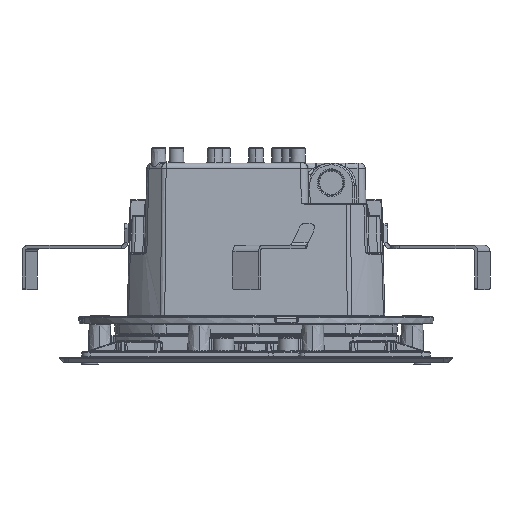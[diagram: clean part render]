
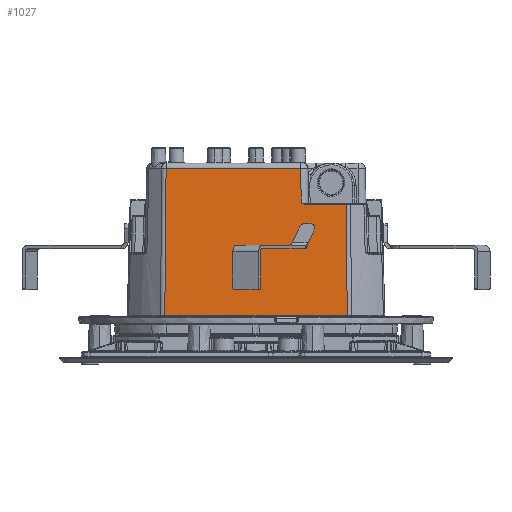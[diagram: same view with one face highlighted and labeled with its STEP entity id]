
A CAD part, front view. The second image highlights one B-rep face of the part: STEP entity #1027.
In plain terms, the highlighted planar face has unit normal (0, -1, 0.026).
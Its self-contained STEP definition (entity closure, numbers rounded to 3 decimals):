
#1027=ADVANCED_FACE('',(#4008),#43384,.T.);
#4008=FACE_OUTER_BOUND('',#6979,.T.);
#6979=EDGE_LOOP('',(#13163,#13164,#13165,#13166,#13167,#13168,#13169));
#13163=ORIENTED_EDGE('',*,*,#25063,.T.);
#13164=ORIENTED_EDGE('',*,*,#24710,.T.);
#13165=ORIENTED_EDGE('',*,*,#25070,.T.);
#13166=ORIENTED_EDGE('',*,*,#23447,.T.);
#13167=ORIENTED_EDGE('',*,*,#23443,.T.);
#13168=ORIENTED_EDGE('',*,*,#25064,.T.);
#13169=ORIENTED_EDGE('',*,*,#25043,.T.);
#23443=EDGE_CURVE('',#37127,#37128,#30044,.T.);
#23447=EDGE_CURVE('',#37130,#37127,#34646,.T.);
#24710=EDGE_CURVE('',#37873,#37871,#35053,.T.);
#25043=EDGE_CURVE('',#38059,#38060,#35144,.T.);
#25063=EDGE_CURVE('',#38060,#37873,#35148,.T.);
#25064=EDGE_CURVE('',#37128,#38059,#35149,.T.);
#25070=EDGE_CURVE('',#37871,#37130,#31162,.T.);
#30044=(
BOUNDED_CURVE()
B_SPLINE_CURVE(3,(#68726,#68727,#68728,#68729),.UNSPECIFIED.,.F.,.F.)
B_SPLINE_CURVE_WITH_KNOTS((4,4),(0.,1.),.UNSPECIFIED.)
CURVE()
GEOMETRIC_REPRESENTATION_ITEM()
RATIONAL_B_SPLINE_CURVE((1.,1.,1.,1.))
REPRESENTATION_ITEM('')
);
#31162=(
BOUNDED_CURVE()
B_SPLINE_CURVE(3,(#74182,#74183,#74184,#74185),.UNSPECIFIED.,.F.,.F.)
B_SPLINE_CURVE_WITH_KNOTS((4,4),(0.,1.),.UNSPECIFIED.)
CURVE()
GEOMETRIC_REPRESENTATION_ITEM()
RATIONAL_B_SPLINE_CURVE((1.,1.,1.,1.))
REPRESENTATION_ITEM('')
);
#34646=B_SPLINE_CURVE_WITH_KNOTS('',1,(#68739,#68740),.UNSPECIFIED.,.F.,
 .F.,(2,2),(0.,22.443),.UNSPECIFIED.);
#35053=B_SPLINE_CURVE_WITH_KNOTS('',1,(#72914,#72915),.UNSPECIFIED.,.F.,
 .F.,(2,2),(0.,102.056),.UNSPECIFIED.);
#35144=B_SPLINE_CURVE_WITH_KNOTS('',1,(#74093,#74094),.UNSPECIFIED.,.F.,
 .F.,(2,2),(0.,75.376),.UNSPECIFIED.);
#35148=B_SPLINE_CURVE_WITH_KNOTS('',3,(#74164,#74165,#74166,#74167),
 .UNSPECIFIED.,.F.,.F.,(4,4),(0.,1.),.UNSPECIFIED.);
#35149=B_SPLINE_CURVE_WITH_KNOTS('',1,(#74168,#74169),.UNSPECIFIED.,.F.,
 .F.,(2,2),(0.,19.521),.UNSPECIFIED.);
#37127=VERTEX_POINT('',#66903);
#37128=VERTEX_POINT('',#66904);
#37130=VERTEX_POINT('',#66906);
#37871=VERTEX_POINT('',#67647);
#37873=VERTEX_POINT('',#67649);
#38059=VERTEX_POINT('',#67835);
#38060=VERTEX_POINT('',#67836);
#43384=PLANE('',#43910);
#43910=AXIS2_PLACEMENT_3D('',#64554,#44352,$);
#44352=DIRECTION('',(0.,-1.,0.026));
#64554=CARTESIAN_POINT('',(-61.843,-69.687,2.608));
#66903=CARTESIAN_POINT('',(28.04,-70.456,-26.763));
#66904=CARTESIAN_POINT('',(25.244,-70.431,-25.789));
#66906=CARTESIAN_POINT('',(50.483,-70.456,-26.763));
#67647=CARTESIAN_POINT('',(51.028,-72.083,-88.867));
#67649=CARTESIAN_POINT('',(-51.028,-72.083,-88.867));
#67835=CARTESIAN_POINT('',(25.074,-69.92,-6.276));
#67836=CARTESIAN_POINT('',(-50.302,-69.92,-6.276));
#68726=CARTESIAN_POINT('',(28.04,-70.456,-26.763));
#68727=CARTESIAN_POINT('',(27.039,-70.456,-26.763));
#68728=CARTESIAN_POINT('',(26.105,-70.443,-26.249));
#68729=CARTESIAN_POINT('',(25.244,-70.431,-25.789));
#68739=CARTESIAN_POINT('',(50.483,-70.456,-26.763));
#68740=CARTESIAN_POINT('',(28.04,-70.456,-26.763));
#72914=CARTESIAN_POINT('',(-51.028,-72.083,-88.867));
#72915=CARTESIAN_POINT('',(51.028,-72.083,-88.867));
#74093=CARTESIAN_POINT('',(25.074,-69.92,-6.276));
#74094=CARTESIAN_POINT('',(-50.302,-69.92,-6.276));
#74164=CARTESIAN_POINT('',(-50.302,-69.92,-6.276));
#74165=CARTESIAN_POINT('',(-50.546,-70.641,-33.806));
#74166=CARTESIAN_POINT('',(-50.788,-71.362,-61.337));
#74167=CARTESIAN_POINT('',(-51.028,-72.083,-88.867));
#74168=CARTESIAN_POINT('',(25.244,-70.431,-25.789));
#74169=CARTESIAN_POINT('',(25.074,-69.92,-6.276));
#74182=CARTESIAN_POINT('',(51.028,-72.083,-88.867));
#74183=CARTESIAN_POINT('',(50.847,-71.54,-68.166));
#74184=CARTESIAN_POINT('',(50.666,-70.998,-47.464));
#74185=CARTESIAN_POINT('',(50.483,-70.456,-26.763));
